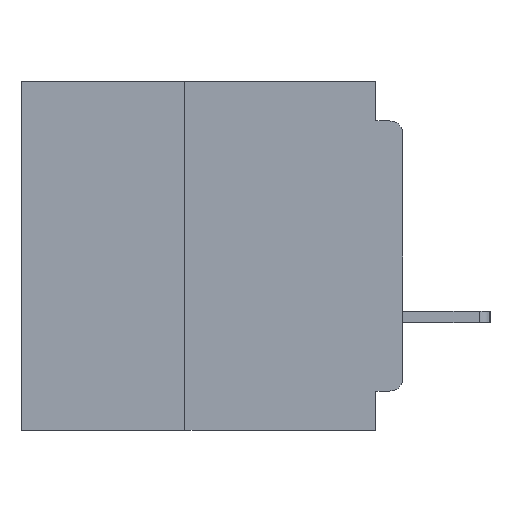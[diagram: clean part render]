
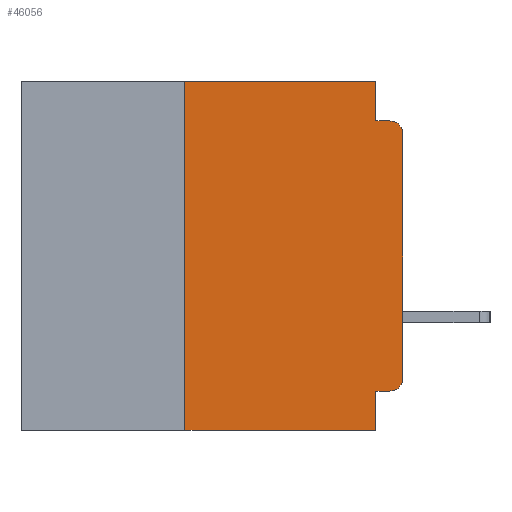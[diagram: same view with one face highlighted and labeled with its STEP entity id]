
A CAD part, left-side view. The second image highlights one B-rep face of the part: STEP entity #46056.
In plain terms, the highlighted planar face has unit normal (-1, 0, 0).
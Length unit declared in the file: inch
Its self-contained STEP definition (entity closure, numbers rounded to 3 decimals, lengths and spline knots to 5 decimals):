
#424 = VECTOR ( 'NONE', #29638, 39.37008 ) ;
#685 = ORIENTED_EDGE ( 'NONE', *, *, #32606, .T. ) ;
#2540 = CARTESIAN_POINT ( 'NONE',  ( 0., 0.25, 0. ) ) ;
#2606 = ORIENTED_EDGE ( 'NONE', *, *, #32470, .T. ) ;
#2744 = LINE ( 'NONE', #46859, #32412 ) ;
#3352 = VECTOR ( 'NONE', #35235, 39.37008 ) ;
#4216 = DIRECTION ( 'NONE',  ( 0., -1., 0. ) ) ;
#4900 = DIRECTION ( 'NONE',  ( 0., 0., -1. ) ) ;
#5055 = CARTESIAN_POINT ( 'NONE',  ( 0., 0., -0.06 ) ) ;
#7120 = VERTEX_POINT ( 'NONE', #41736 ) ;
#7715 = LINE ( 'NONE', #22288, #10130 ) ;
#8134 = CARTESIAN_POINT ( 'NONE',  ( 0., 0.437, -0.4 ) ) ;
#8476 = FACE_OUTER_BOUND ( 'NONE', #19210, .T. ) ;
#8703 = CARTESIAN_POINT ( 'NONE',  ( 0., 0.031, -0.355 ) ) ;
#10130 = VECTOR ( 'NONE', #49017, 39.37008 ) ;
#10317 = VECTOR ( 'NONE', #4216, 39.37008 ) ;
#10345 = CARTESIAN_POINT ( 'NONE',  ( 0., 0.031, 0. ) ) ;
#10393 = ORIENTED_EDGE ( 'NONE', *, *, #16446, .F. ) ;
#11100 = VERTEX_POINT ( 'NONE', #16365 ) ;
#11201 = LINE ( 'NONE', #28100, #31781 ) ;
#11476 = CARTESIAN_POINT ( 'NONE',  ( 0., 0.437, 0. ) ) ;
#12176 = VERTEX_POINT ( 'NONE', #38673 ) ;
#12424 = PLANE ( 'NONE',  #41774 ) ;
#15282 = ORIENTED_EDGE ( 'NONE', *, *, #22433, .F. ) ;
#15752 = CARTESIAN_POINT ( 'NONE',  ( 0., 0.015, -0.06 ) ) ;
#16179 = CARTESIAN_POINT ( 'NONE',  ( 0., 0.437, 0. ) ) ;
#16349 = DIRECTION ( 'NONE',  ( 0., 0., -1. ) ) ;
#16365 = CARTESIAN_POINT ( 'NONE',  ( 0., 0.015, -0.355 ) ) ;
#16446 = EDGE_CURVE ( 'NONE', #48030, #18907, #2744, .T. ) ;
#17744 = ORIENTED_EDGE ( 'NONE', *, *, #40942, .F. ) ;
#18907 = VERTEX_POINT ( 'NONE', #25219 ) ;
#19011 = CARTESIAN_POINT ( 'NONE',  ( 0., 0.015, -0.34 ) ) ;
#19210 = EDGE_LOOP ( 'NONE', ( #24727, #35192, #10393, #15282, #35833, #49423, #685, #29816, #17744, #2606 ) ) ;
#19549 = CARTESIAN_POINT ( 'NONE',  ( 0., 0.25, -0.4 ) ) ;
#19654 = DIRECTION ( 'NONE',  ( 0., 0., -1. ) ) ;
#19723 = CARTESIAN_POINT ( 'NONE',  ( 0., 0., 0. ) ) ;
#21066 = LINE ( 'NONE', #10345, #424 ) ;
#22288 = CARTESIAN_POINT ( 'NONE',  ( 0., 0., -0.355 ) ) ;
#22433 = EDGE_CURVE ( 'NONE', #48488, #48030, #21066, .T. ) ;
#22857 = DIRECTION ( 'NONE',  ( 0., 0., -1. ) ) ;
#23426 = DIRECTION ( 'NONE',  ( 0., 0., 1. ) ) ;
#23966 = LINE ( 'NONE', #19723, #3352 ) ;
#24037 = VERTEX_POINT ( 'NONE', #8703 ) ;
#24727 = ORIENTED_EDGE ( 'NONE', *, *, #48227, .T. ) ;
#25219 = CARTESIAN_POINT ( 'NONE',  ( 0., 0.015, -0.045 ) ) ;
#26666 = CIRCLE ( 'NONE', #33760, 0.015 ) ;
#27397 = VECTOR ( 'NONE', #38473, 39.37008 ) ;
#27566 = AXIS2_PLACEMENT_3D ( 'NONE', #15752, #42603, #19654 ) ;
#27823 = VERTEX_POINT ( 'NONE', #5055 ) ;
#28100 = CARTESIAN_POINT ( 'NONE',  ( 0., 0.031, -0.4 ) ) ;
#29014 = CARTESIAN_POINT ( 'NONE',  ( 0., 0.25, -0.4 ) ) ;
#29638 = DIRECTION ( 'NONE',  ( 0., 0., -1. ) ) ;
#29816 = ORIENTED_EDGE ( 'NONE', *, *, #34032, .F. ) ;
#31616 = VERTEX_POINT ( 'NONE', #29014 ) ;
#31781 = VECTOR ( 'NONE', #4900, 39.37008 ) ;
#32412 = VECTOR ( 'NONE', #35470, 39.37008 ) ;
#32470 = EDGE_CURVE ( 'NONE', #11100, #7120, #26666, .T. ) ;
#32606 = EDGE_CURVE ( 'NONE', #31616, #12176, #41055, .T. ) ;
#33760 = AXIS2_PLACEMENT_3D ( 'NONE', #19011, #45758, #22857 ) ;
#33915 = CARTESIAN_POINT ( 'NONE',  ( 0., 0.031, -0.045 ) ) ;
#34032 = EDGE_CURVE ( 'NONE', #24037, #12176, #11201, .T. ) ;
#35192 = ORIENTED_EDGE ( 'NONE', *, *, #40500, .T. ) ;
#35235 = DIRECTION ( 'NONE',  ( 0., 0., 1. ) ) ;
#35470 = DIRECTION ( 'NONE',  ( 0., -1., 0. ) ) ;
#35833 = ORIENTED_EDGE ( 'NONE', *, *, #36260, .F. ) ;
#36260 = EDGE_CURVE ( 'NONE', #42430, #48488, #37622, .T. ) ;
#37622 = LINE ( 'NONE', #11476, #27397 ) ;
#38473 = DIRECTION ( 'NONE',  ( 0., -1., 0. ) ) ;
#38559 = CIRCLE ( 'NONE', #27566, 0.015 ) ;
#38673 = CARTESIAN_POINT ( 'NONE',  ( 0., 0.031, -0.4 ) ) ;
#39420 = DIRECTION ( 'NONE',  ( 1., 0., 0. ) ) ;
#39861 = EDGE_CURVE ( 'NONE', #31616, #42430, #49046, .T. ) ;
#40500 = EDGE_CURVE ( 'NONE', #27823, #18907, #38559, .T. ) ;
#40674 = CARTESIAN_POINT ( 'NONE',  ( 0., 0.031, 0. ) ) ;
#40942 = EDGE_CURVE ( 'NONE', #11100, #24037, #7715, .T. ) ;
#41055 = LINE ( 'NONE', #8134, #10317 ) ;
#41736 = CARTESIAN_POINT ( 'NONE',  ( 0., 0., -0.34 ) ) ;
#41774 = AXIS2_PLACEMENT_3D ( 'NONE', #16179, #39420, #16349 ) ;
#42430 = VERTEX_POINT ( 'NONE', #2540 ) ;
#42603 = DIRECTION ( 'NONE',  ( -1., 0., 0. ) ) ;
#45758 = DIRECTION ( 'NONE',  ( -1., 0., 0. ) ) ;
#46056 = ADVANCED_FACE ( 'NONE', ( #8476 ), #12424, .F. ) ;
#46859 = CARTESIAN_POINT ( 'NONE',  ( 0., 0., -0.045 ) ) ;
#47865 = VECTOR ( 'NONE', #23426, 39.37008 ) ;
#48030 = VERTEX_POINT ( 'NONE', #33915 ) ;
#48227 = EDGE_CURVE ( 'NONE', #7120, #27823, #23966, .T. ) ;
#48488 = VERTEX_POINT ( 'NONE', #40674 ) ;
#49017 = DIRECTION ( 'NONE',  ( 0., 1., 0. ) ) ;
#49046 = LINE ( 'NONE', #19549, #47865 ) ;
#49423 = ORIENTED_EDGE ( 'NONE', *, *, #39861, .F. ) ;
